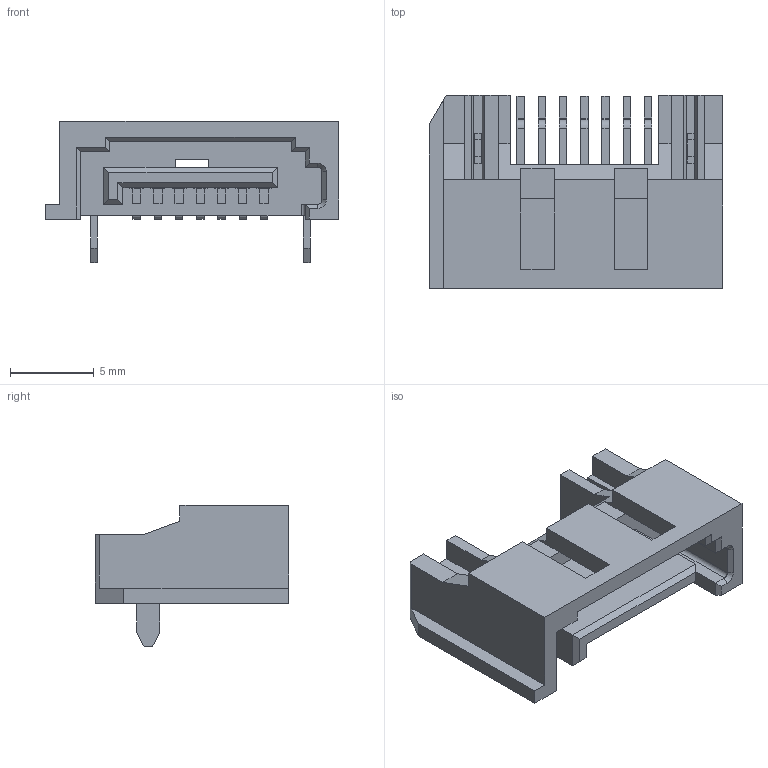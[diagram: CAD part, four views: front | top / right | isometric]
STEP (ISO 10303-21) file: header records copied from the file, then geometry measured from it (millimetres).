
FILE_DESCRIPTION( ( '' ), ' ' );
FILE_NAME( '5ac45f300faf200f1003e9cf.step', '2018-04-04T05:14:24', ( '' ), ( '' ), ' ', ' ', ' ' );
FILE_SCHEMA( ( 'AUTOMOTIVE_DESIGN { 1 0 10303 214 1 1 1 1 }' ) );
Length unit declared in the file: metre
Products named in the file (1): Open CASCADE STEP translator 6.8 24
Bounding box: 17.54 x 11.56 x 8.45 mm (x, y, z)
Volume: 505.3 mm3; surface area: 987.2 mm2
Topology: 1 solids, 1 shells, 314 faces, 893 edges, 588 vertices
Faces by surface type: plane 281, cylinder 31, cone 2
Entity records: 17026 total; most frequent: CARTESIAN_POINT 1800, ORIENTED_EDGE 1786, DIRECTION 1583, STYLED_ITEM 1207, PRESENTATION_STYLE_ASSIGNMENT 1207, COLOUR_RGB 1207, EDGE_CURVE 893, CURVE_STYLE 893
